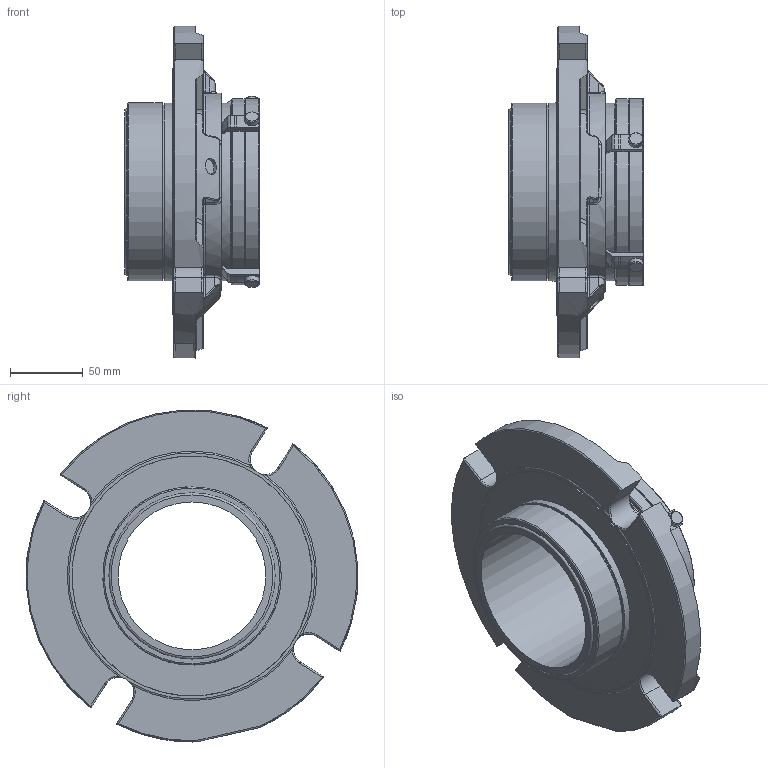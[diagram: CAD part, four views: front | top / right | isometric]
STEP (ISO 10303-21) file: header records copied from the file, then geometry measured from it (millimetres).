
FILE_DESCRIPTION(/* description */ ('Unknown'),/* implementation_level */ '2;1');
FILE_NAME(/* name */ '4.000',/* time_stamp */ '2023-02-08T14:56:22+00:00',/* author */ ('Unknown'),/* organization */ ('Unknown'),/* preprocessor_version */ 'ST-DEVELOPER v16.7',/* originating_system */ 'Solid Edge',/* authorisation */ 'Unknown');
FILE_SCHEMA (('AUTOMOTIVE_DESIGN {1 0 10303 214 3 1 1}'));
Length unit declared in the file: millimetre
Products named in the file (1): 4.000
Bounding box: 92.63 x 228.06 x 228.2 mm (x, y, z)
Volume: 908880.1 mm3; surface area: 154502.6 mm2
Topology: 1 solids, 1 shells, 578 faces, 1480 edges, 932 vertices
Faces by surface type: plane 203, cylinder 156, bspline 84, torus 82, sphere 32, cone 21
Full cylindrical faces by diameter (mm): 3.175 x2, 3.761 x1, 10 x4, 10.998 x2, 101.6 x1, 104.75 x1, 107.696 x1, 114.275 x1, 119.304 x1, 122.123 x1, 122.225 x1, 122.555 x1, 128.422 x1, 165.1 x1
Entity records: 20238 total; most frequent: CARTESIAN_POINT 7255, ORIENTED_EDGE 2850, DIRECTION 2455, EDGE_CURVE 1425, AXIS2_PLACEMENT_3D 988, VERTEX_POINT 914, EDGE_LOOP 657, FACE_BOUND 657
